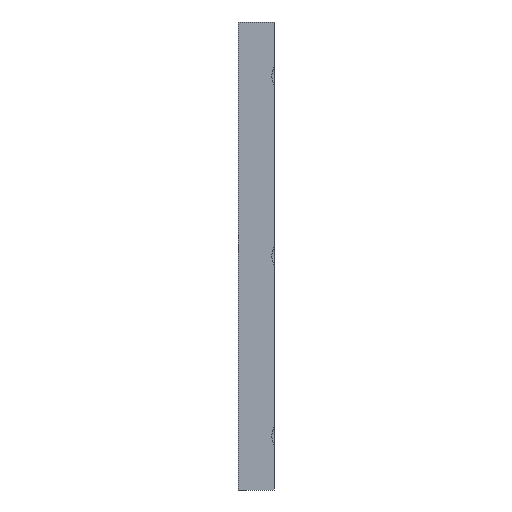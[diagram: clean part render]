
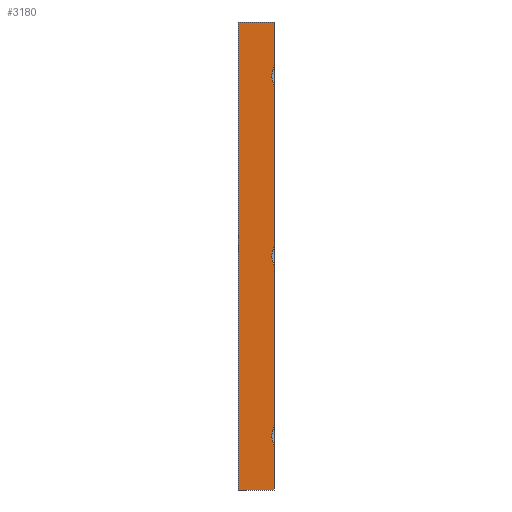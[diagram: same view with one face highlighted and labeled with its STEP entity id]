
A CAD part, front view. The second image highlights one B-rep face of the part: STEP entity #3180.
In plain terms, the highlighted planar face has unit normal (0, -1, 0).
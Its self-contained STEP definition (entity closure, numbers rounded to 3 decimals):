
#15=(
BOUNDED_CURVE()
B_SPLINE_CURVE(2,(#4774,#4775,#4776),.UNSPECIFIED.,.F.,.F.)
B_SPLINE_CURVE_WITH_KNOTS((3,3),(0.,0.13),.UNSPECIFIED.)
CURVE()
GEOMETRIC_REPRESENTATION_ITEM()
RATIONAL_B_SPLINE_CURVE((1.,1.06,1.06))
REPRESENTATION_ITEM('')
);
#16=(
BOUNDED_CURVE()
B_SPLINE_CURVE(2,(#4781,#4782,#4783),.UNSPECIFIED.,.F.,.F.)
B_SPLINE_CURVE_WITH_KNOTS((3,3),(0.13,0.259),
 .UNSPECIFIED.)
CURVE()
GEOMETRIC_REPRESENTATION_ITEM()
RATIONAL_B_SPLINE_CURVE((1.06,1.06,1.))
REPRESENTATION_ITEM('')
);
#21=(
BOUNDED_CURVE()
B_SPLINE_CURVE(2,(#5054,#5055,#5056),.UNSPECIFIED.,.F.,.F.)
B_SPLINE_CURVE_WITH_KNOTS((3,3),(0.,0.13),.UNSPECIFIED.)
CURVE()
GEOMETRIC_REPRESENTATION_ITEM()
RATIONAL_B_SPLINE_CURVE((1.,1.06,1.06))
REPRESENTATION_ITEM('')
);
#22=(
BOUNDED_CURVE()
B_SPLINE_CURVE(2,(#5060,#5061,#5062),.UNSPECIFIED.,.F.,.F.)
B_SPLINE_CURVE_WITH_KNOTS((3,3),(0.13,0.259),
 .UNSPECIFIED.)
CURVE()
GEOMETRIC_REPRESENTATION_ITEM()
RATIONAL_B_SPLINE_CURVE((1.06,1.06,1.))
REPRESENTATION_ITEM('')
);
#28=(
BOUNDED_CURVE()
B_SPLINE_CURVE(2,(#5149,#5150,#5151),.UNSPECIFIED.,.F.,.F.)
B_SPLINE_CURVE_WITH_KNOTS((3,3),(0.13,0.259),
 .UNSPECIFIED.)
CURVE()
GEOMETRIC_REPRESENTATION_ITEM()
RATIONAL_B_SPLINE_CURVE((1.06,1.06,1.))
REPRESENTATION_ITEM('')
);
#29=(
BOUNDED_CURVE()
B_SPLINE_CURVE(2,(#5152,#5153,#5154),.UNSPECIFIED.,.F.,.F.)
B_SPLINE_CURVE_WITH_KNOTS((3,3),(0.,0.13),.UNSPECIFIED.)
CURVE()
GEOMETRIC_REPRESENTATION_ITEM()
RATIONAL_B_SPLINE_CURVE((1.,1.06,1.06))
REPRESENTATION_ITEM('')
);
#125=LINE('',#4511,#388);
#130=LINE('',#4524,#393);
#192=LINE('',#4787,#455);
#198=LINE('',#4810,#461);
#199=LINE('',#4814,#462);
#200=LINE('',#4817,#463);
#384=LINE('',#5429,#647);
#388=VECTOR('',#3547,10.);
#393=VECTOR('',#3558,10.);
#455=VECTOR('',#3802,10.);
#461=VECTOR('',#3820,10.);
#462=VECTOR('',#3823,10.);
#463=VECTOR('',#3826,10.);
#647=VECTOR('',#4448,10.);
#880=FACE_OUTER_BOUND('',#1109,.T.);
#1109=EDGE_LOOP('',(#2960,#2961,#2962,#2963,#2964,#2965,#2966,#2967,#2968,
#2969,#2970,#2971,#2972));
#1298=VERTEX_POINT('',#4508);
#1299=VERTEX_POINT('',#4510);
#1304=VERTEX_POINT('',#4522);
#1404=VERTEX_POINT('',#4772);
#1405=VERTEX_POINT('',#4773);
#1407=VERTEX_POINT('',#4780);
#1408=VERTEX_POINT('',#4786);
#1419=VERTEX_POINT('',#4809);
#1420=VERTEX_POINT('',#4811);
#1421=VERTEX_POINT('',#4813);
#1422=VERTEX_POINT('',#4815);
#1530=VERTEX_POINT('',#5053);
#1549=VERTEX_POINT('',#5147);
#1602=EDGE_CURVE('',#1298,#1299,#125,.T.);
#1609=EDGE_CURVE('',#1304,#1298,#130,.T.);
#1733=EDGE_CURVE('',#1404,#1405,#15,.T.);
#1736=EDGE_CURVE('',#1405,#1407,#16,.T.);
#1738=EDGE_CURVE('',#1408,#1407,#192,.T.);
#1750=EDGE_CURVE('',#1419,#1299,#198,.T.);
#1752=EDGE_CURVE('',#1421,#1420,#199,.T.);
#1754=EDGE_CURVE('',#1404,#1422,#200,.T.);
#1869=EDGE_CURVE('',#1419,#1530,#21,.T.);
#1872=EDGE_CURVE('',#1530,#1420,#22,.T.);
#1913=EDGE_CURVE('',#1549,#1422,#28,.T.);
#1914=EDGE_CURVE('',#1421,#1549,#29,.T.);
#2052=EDGE_CURVE('',#1304,#1408,#384,.T.);
#2960=ORIENTED_EDGE('',*,*,#1733,.F.);
#2961=ORIENTED_EDGE('',*,*,#1754,.T.);
#2962=ORIENTED_EDGE('',*,*,#1913,.F.);
#2963=ORIENTED_EDGE('',*,*,#1914,.F.);
#2964=ORIENTED_EDGE('',*,*,#1752,.T.);
#2965=ORIENTED_EDGE('',*,*,#1872,.F.);
#2966=ORIENTED_EDGE('',*,*,#1869,.F.);
#2967=ORIENTED_EDGE('',*,*,#1750,.T.);
#2968=ORIENTED_EDGE('',*,*,#1602,.F.);
#2969=ORIENTED_EDGE('',*,*,#1609,.F.);
#2970=ORIENTED_EDGE('',*,*,#2052,.T.);
#2971=ORIENTED_EDGE('',*,*,#1738,.T.);
#2972=ORIENTED_EDGE('',*,*,#1736,.F.);
#3029=PLANE('',#3525);
#3180=ADVANCED_FACE('',(#880),#3029,.T.);
#3525=AXIS2_PLACEMENT_3D('',#5431,#4451,#4452);
#3547=DIRECTION('',(1.,0.,0.));
#3558=DIRECTION('',(0.,0.,1.));
#3802=DIRECTION('',(0.,0.,1.));
#3820=DIRECTION('',(0.,0.,1.));
#3823=DIRECTION('',(0.,0.,1.));
#3826=DIRECTION('',(0.,0.,1.));
#4448=DIRECTION('',(1.,0.,0.));
#4451=DIRECTION('center_axis',(0.,-1.,0.));
#4452=DIRECTION('ref_axis',(1.,0.,0.));
#4508=CARTESIAN_POINT('',(75.9,-130.,375.));
#4510=CARTESIAN_POINT('',(80.9,-130.,375.));
#4511=CARTESIAN_POINT('',(-80.9,-130.,375.));
#4522=CARTESIAN_POINT('',(75.9,-130.,310.));
#4524=CARTESIAN_POINT('',(75.9,-130.,310.));
#4772=CARTESIAN_POINT('',(80.9,-130.,318.761));
#4773=CARTESIAN_POINT('',(80.6,-130.,317.5));
#4774=CARTESIAN_POINT('Ctrl Pts',(80.9,-130.,318.761));
#4775=CARTESIAN_POINT('Ctrl Pts',(80.6,-130.,318.095));
#4776=CARTESIAN_POINT('Ctrl Pts',(80.6,-130.,317.5));
#4780=CARTESIAN_POINT('',(80.9,-130.,316.239));
#4781=CARTESIAN_POINT('Ctrl Pts',(80.6,-130.,317.5));
#4782=CARTESIAN_POINT('Ctrl Pts',(80.6,-130.,316.905));
#4783=CARTESIAN_POINT('Ctrl Pts',(80.9,-130.,316.239));
#4786=CARTESIAN_POINT('',(80.9,-130.,310.));
#4787=CARTESIAN_POINT('',(80.9,-130.,310.));
#4809=CARTESIAN_POINT('',(80.9,-130.,368.761));
#4810=CARTESIAN_POINT('',(80.9,-130.,310.));
#4811=CARTESIAN_POINT('',(80.9,-130.,366.239));
#4813=CARTESIAN_POINT('',(80.9,-130.,343.761));
#4814=CARTESIAN_POINT('',(80.9,-130.,310.));
#4815=CARTESIAN_POINT('',(80.9,-130.,341.239));
#4817=CARTESIAN_POINT('',(80.9,-130.,310.));
#5053=CARTESIAN_POINT('',(80.6,-130.,367.5));
#5054=CARTESIAN_POINT('Ctrl Pts',(80.9,-130.,368.761));
#5055=CARTESIAN_POINT('Ctrl Pts',(80.6,-130.,368.095));
#5056=CARTESIAN_POINT('Ctrl Pts',(80.6,-130.,367.5));
#5060=CARTESIAN_POINT('Ctrl Pts',(80.6,-130.,367.5));
#5061=CARTESIAN_POINT('Ctrl Pts',(80.6,-130.,366.905));
#5062=CARTESIAN_POINT('Ctrl Pts',(80.9,-130.,366.239));
#5147=CARTESIAN_POINT('',(80.6,-130.,342.5));
#5149=CARTESIAN_POINT('Ctrl Pts',(80.6,-130.,342.5));
#5150=CARTESIAN_POINT('Ctrl Pts',(80.6,-130.,341.905));
#5151=CARTESIAN_POINT('Ctrl Pts',(80.9,-130.,341.239));
#5152=CARTESIAN_POINT('Ctrl Pts',(80.9,-130.,343.761));
#5153=CARTESIAN_POINT('Ctrl Pts',(80.6,-130.,343.095));
#5154=CARTESIAN_POINT('Ctrl Pts',(80.6,-130.,342.5));
#5429=CARTESIAN_POINT('',(-80.9,-130.,310.));
#5431=CARTESIAN_POINT('Origin',(-80.9,-130.,310.));
